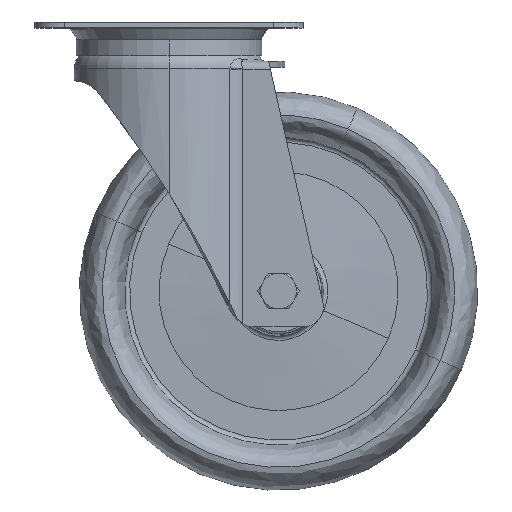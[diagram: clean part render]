
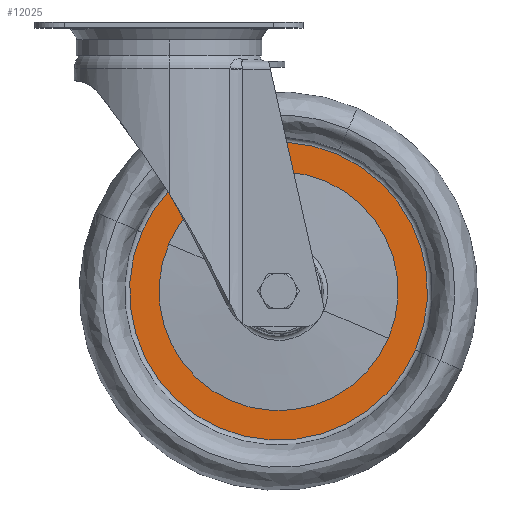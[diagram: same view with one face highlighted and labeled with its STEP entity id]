
A CAD part, top view. The second image highlights one B-rep face of the part: STEP entity #12025.
In plain terms, the highlighted planar face has unit normal (0, 0, 1).
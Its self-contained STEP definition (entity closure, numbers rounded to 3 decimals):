
#839 = CIRCLE ( 'NONE', #24140, 60. ) ;
#2329 = VERTEX_POINT ( 'NONE', #5823 ) ;
#2960 = EDGE_CURVE ( 'NONE', #5030, #10402, #4802, .T. ) ;
#3700 = DIRECTION ( 'NONE',  ( -0.919, 0.395, 0. ) ) ;
#4306 = FACE_OUTER_BOUND ( 'NONE', #16258, .T. ) ;
#4802 = CIRCLE ( 'NONE', #12595, 60. ) ;
#5030 = VERTEX_POINT ( 'NONE', #22607 ) ;
#5693 = EDGE_CURVE ( 'NONE', #10402, #5030, #839, .T. ) ;
#5823 = CARTESIAN_POINT ( 'NONE',  ( -13.699, -105.434, 81.587 ) ) ;
#5994 = CARTESIAN_POINT ( 'NONE',  ( 55., -135., 81.587 ) ) ;
#6258 = ORIENTED_EDGE ( 'NONE', *, *, #5693, .F. ) ;
#6573 = DIRECTION ( 'NONE',  ( 0., 0., 1. ) ) ;
#7932 = ORIENTED_EDGE ( 'NONE', *, *, #8804, .T. ) ;
#8077 = AXIS2_PLACEMENT_3D ( 'NONE', #16780, #14781, #12777 ) ;
#8397 = DIRECTION ( 'NONE',  ( 0., 0., -1. ) ) ;
#8704 = EDGE_LOOP ( 'NONE', ( #16392, #6258 ) ) ;
#8804 = EDGE_CURVE ( 'NONE', #15904, #2329, #18423, .T. ) ;
#8918 = DIRECTION ( 'NONE',  ( 0.919, -0.395, 0. ) ) ;
#10291 = PLANE ( 'NONE',  #17221 ) ;
#10402 = VERTEX_POINT ( 'NONE', #16088 ) ;
#10405 = CARTESIAN_POINT ( 'NONE',  ( 55., -135., 81.587 ) ) ;
#11135 = DIRECTION ( 'NONE',  ( 0.919, -0.395, 0. ) ) ;
#11313 = AXIS2_PLACEMENT_3D ( 'NONE', #5994, #24363, #3700 ) ;
#12025 = ADVANCED_FACE ( 'NONE', ( #4306, #12470 ), #10291, .F. ) ;
#12470 = FACE_BOUND ( 'NONE', #8704, .T. ) ;
#12595 = AXIS2_PLACEMENT_3D ( 'NONE', #25669, #15159, #11135 ) ;
#12777 = DIRECTION ( 'NONE',  ( -0.919, 0.395, 0. ) ) ;
#14781 = DIRECTION ( 'NONE',  ( 0., 0., 1. ) ) ;
#14861 = DIRECTION ( 'NONE',  ( -0.919, 0.395, 0. ) ) ;
#15159 = DIRECTION ( 'NONE',  ( 0., 0., 1. ) ) ;
#15904 = VERTEX_POINT ( 'NONE', #22600 ) ;
#16088 = CARTESIAN_POINT ( 'NONE',  ( 110.113, -158.719, 81.587 ) ) ;
#16258 = EDGE_LOOP ( 'NONE', ( #7932, #23238 ) ) ;
#16392 = ORIENTED_EDGE ( 'NONE', *, *, #2960, .F. ) ;
#16780 = CARTESIAN_POINT ( 'NONE',  ( 55., -135., 81.587 ) ) ;
#17221 = AXIS2_PLACEMENT_3D ( 'NONE', #18506, #8397, #14861 ) ;
#18423 = CIRCLE ( 'NONE', #8077, 74.791 ) ;
#18506 = CARTESIAN_POINT ( 'NONE',  ( 85.475, -64.189, 81.587 ) ) ;
#20743 = CIRCLE ( 'NONE', #11313, 74.791 ) ;
#22600 = CARTESIAN_POINT ( 'NONE',  ( 123.699, -164.566, 81.587 ) ) ;
#22607 = CARTESIAN_POINT ( 'NONE',  ( -0.113, -111.281, 81.587 ) ) ;
#23238 = ORIENTED_EDGE ( 'NONE', *, *, #24638, .T. ) ;
#24140 = AXIS2_PLACEMENT_3D ( 'NONE', #10405, #6573, #8918 ) ;
#24363 = DIRECTION ( 'NONE',  ( 0., 0., 1. ) ) ;
#24638 = EDGE_CURVE ( 'NONE', #2329, #15904, #20743, .T. ) ;
#25669 = CARTESIAN_POINT ( 'NONE',  ( 55., -135., 81.587 ) ) ;
